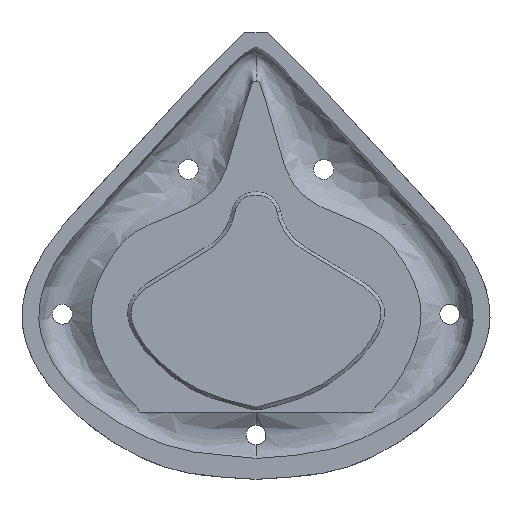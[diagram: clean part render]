
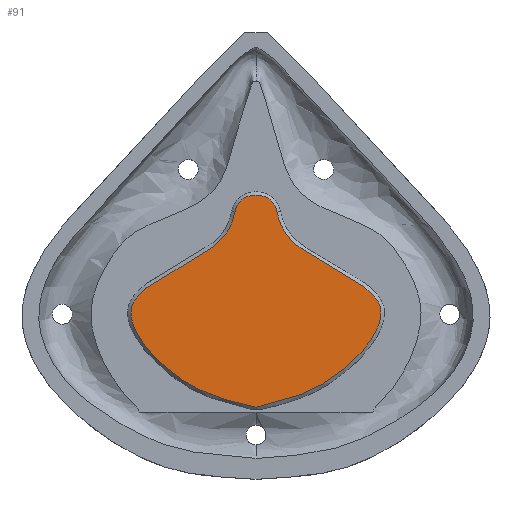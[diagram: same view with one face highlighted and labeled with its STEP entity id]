
A CAD part, top view. The second image highlights one B-rep face of the part: STEP entity #91.
In plain terms, the highlighted planar face has unit normal (0, 0, 1).
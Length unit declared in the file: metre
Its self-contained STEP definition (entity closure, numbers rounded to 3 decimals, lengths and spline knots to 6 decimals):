
#91 = ADVANCED_FACE( '', ( #196 ), #197, .F. );
#196 = FACE_OUTER_BOUND( '', #2008, .T. );
#197 = PLANE( '', #2009 );
#2008 = EDGE_LOOP( '', ( #3942, #3943, #3944, #3945, #3946 ) );
#2009 = AXIS2_PLACEMENT_3D( '', #3947, #3948, #3949 );
#3942 = ORIENTED_EDGE( '', *, *, #4196, .T. );
#3943 = ORIENTED_EDGE( '', *, *, #4230, .T. );
#3944 = ORIENTED_EDGE( '', *, *, #4231, .T. );
#3945 = ORIENTED_EDGE( '', *, *, #4178, .T. );
#3946 = ORIENTED_EDGE( '', *, *, #4232, .T. );
#3947 = CARTESIAN_POINT( '', ( -0.001406, 0.009679, -0.0094 ) );
#3948 = DIRECTION( '', ( 0., 0., -1. ) );
#3949 = DIRECTION( '', ( 1., 0., 0. ) );
#4178 = EDGE_CURVE( '', #4295, #4293, #4296, .T. );
#4196 = EDGE_CURVE( '', #4320, #4322, #4324, .F. );
#4230 = EDGE_CURVE( '', #4322, #4371, #4372, .T. );
#4231 = EDGE_CURVE( '', #4371, #4295, #4373, .F. );
#4232 = EDGE_CURVE( '', #4293, #4320, #4374, .T. );
#4293 = VERTEX_POINT( '', #4651 );
#4295 = VERTEX_POINT( '', #4656 );
#4296 = B_SPLINE_CURVE_WITH_KNOTS( '', 2, ( #4657, #4658, #4659, #4660, #4661, #4662, #4663, #4664, #4665, #4666, #4667, #4668, #4669, #4670, #4671, #4672, #4673, #4674, #4675, #4676, #4677, #4678, #4679, #4680, #4681, #4682, #4683, #4684, #4685, #4686, #4687, #4688, #4689, #4690, #4691 ), .UNSPECIFIED., .F., .F., ( 3, 2, 2, 2, 2, 2, 2, 2, 2, 2, 2, 2, 2, 2, 2, 2, 2, 3 ), ( 0., 0.0625, 0.125, 0.1875, 0.25, 0.3125, 0.375, 0.4375, 0.46875, 0.5, 0.5625, 0.625, 0.6875, 0.75, 0.8125, 0.875, 0.9375, 1. ), .UNSPECIFIED. );
#4320 = VERTEX_POINT( '', #4922 );
#4322 = VERTEX_POINT( '', #4927 );
#4324 = CIRCLE( '', #4930, 0.006 );
#4371 = VERTEX_POINT( '', #5710 );
#4372 = LINE( '', #5711, #5712 );
#4373 = CIRCLE( '', #5713, 0.006 );
#4374 = B_SPLINE_CURVE_WITH_KNOTS( '', 2, ( #5714, #5715, #5716, #5717, #5718, #5719, #5720, #5721, #5722, #5723, #5724, #5725, #5726, #5727, #5728, #5729, #5730, #5731, #5732, #5733, #5734, #5735, #5736, #5737, #5738, #5739, #5740, #5741, #5742, #5743, #5744, #5745, #5746, #5747, #5748 ), .UNSPECIFIED., .F., .F., ( 3, 2, 2, 2, 2, 2, 2, 2, 2, 2, 2, 2, 2, 2, 2, 2, 2, 3 ), ( 0., 0.0625, 0.125, 0.1875, 0.25, 0.3125, 0.375, 0.4375, 0.5, 0.53125, 0.5625, 0.625, 0.6875, 0.75, 0.8125, 0.875, 0.9375, 1. ), .UNSPECIFIED. );
#4651 = CARTESIAN_POINT( '', ( 0., -0.038534, -0.0094 ) );
#4656 = CARTESIAN_POINT( '', ( -0.006289, 0.02021, -0.0094 ) );
#4657 = CARTESIAN_POINT( '', ( -0.006289, 0.02021, -0.0094 ) );
#4658 = CARTESIAN_POINT( '', ( -0.006879, 0.017089, -0.0094 ) );
#4659 = CARTESIAN_POINT( '', ( -0.008325, 0.014626, -0.0094 ) );
#4660 = CARTESIAN_POINT( '', ( -0.009762, 0.012178, -0.0094 ) );
#4661 = CARTESIAN_POINT( '', ( -0.012232, 0.010116, -0.0094 ) );
#4662 = CARTESIAN_POINT( '', ( -0.014104, 0.008552, -0.0094 ) );
#4663 = CARTESIAN_POINT( '', ( -0.017161, 0.006713, -0.0094 ) );
#4664 = CARTESIAN_POINT( '', ( -0.01894, 0.005642, -0.0094 ) );
#4665 = CARTESIAN_POINT( '', ( -0.022364, 0.003759, -0.0094 ) );
#4666 = CARTESIAN_POINT( '', ( -0.026001, 0.001758, -0.0094 ) );
#4667 = CARTESIAN_POINT( '', ( -0.02758, 0.000825, -0.0094 ) );
#4668 = CARTESIAN_POINT( '', ( -0.030607, -0.000963, -0.0094 ) );
#4669 = CARTESIAN_POINT( '', ( -0.032566, -0.002474, -0.0094 ) );
#4670 = CARTESIAN_POINT( '', ( -0.035436, -0.004688, -0.0094 ) );
#4671 = CARTESIAN_POINT( '', ( -0.03663, -0.006789, -0.0094 ) );
#4672 = CARTESIAN_POINT( '', ( -0.037393, -0.008133, -0.0094 ) );
#4673 = CARTESIAN_POINT( '', ( -0.037515, -0.009631, -0.0094 ) );
#4674 = CARTESIAN_POINT( '', ( -0.037628, -0.011022, -0.0094 ) );
#4675 = CARTESIAN_POINT( '', ( -0.037229, -0.012609, -0.0094 ) );
#4676 = CARTESIAN_POINT( '', ( -0.036593, -0.015134, -0.0094 ) );
#4677 = CARTESIAN_POINT( '', ( -0.034726, -0.018007, -0.0094 ) );
#4678 = CARTESIAN_POINT( '', ( -0.033228, -0.020312, -0.0094 ) );
#4679 = CARTESIAN_POINT( '', ( -0.031053, -0.02267, -0.0094 ) );
#4680 = CARTESIAN_POINT( '', ( -0.02911, -0.024777, -0.0094 ) );
#4681 = CARTESIAN_POINT( '', ( -0.026758, -0.026774, -0.0094 ) );
#4682 = CARTESIAN_POINT( '', ( -0.024463, -0.028723, -0.0094 ) );
#4683 = CARTESIAN_POINT( '', ( -0.022051, -0.030323, -0.0094 ) );
#4684 = CARTESIAN_POINT( '', ( -0.019557, -0.031978, -0.0094 ) );
#4685 = CARTESIAN_POINT( '', ( -0.016904, -0.033267, -0.0094 ) );
#4686 = CARTESIAN_POINT( '', ( -0.014317, -0.034525, -0.0094 ) );
#4687 = CARTESIAN_POINT( '', ( -0.011408, -0.035517, -0.0094 ) );
#4688 = CARTESIAN_POINT( '', ( -0.008924, -0.036365, -0.0094 ) );
#4689 = CARTESIAN_POINT( '', ( -0.005744, -0.037168, -0.0094 ) );
#4690 = CARTESIAN_POINT( '', ( -0.004192, -0.037561, -0.0094 ) );
#4691 = CARTESIAN_POINT( '', ( 0., -0.038534, -0.0094 ) );
#4922 = CARTESIAN_POINT( '', ( 0.006289, 0.02021, -0.0094 ) );
#4927 = CARTESIAN_POINT( '', ( 0.000395, 0.025088, -0.0094 ) );
#4930 = AXIS2_PLACEMENT_3D( '', #6042, #6043, #6044 );
#5710 = CARTESIAN_POINT( '', ( -0.000395, 0.025088, -0.0094 ) );
#5711 = CARTESIAN_POINT( '', ( -0.000395, 0.025088, -0.0094 ) );
#5712 = VECTOR( '', #6057, 1. );
#5713 = AXIS2_PLACEMENT_3D( '', #6058, #6059, #6060 );
#5714 = CARTESIAN_POINT( '', ( 0., -0.038534, -0.0094 ) );
#5715 = CARTESIAN_POINT( '', ( 0.004191, -0.037561, -0.0094 ) );
#5716 = CARTESIAN_POINT( '', ( 0.005744, -0.037168, -0.0094 ) );
#5717 = CARTESIAN_POINT( '', ( 0.008922, -0.036365, -0.0094 ) );
#5718 = CARTESIAN_POINT( '', ( 0.011408, -0.035517, -0.0094 ) );
#5719 = CARTESIAN_POINT( '', ( 0.014316, -0.034525, -0.0094 ) );
#5720 = CARTESIAN_POINT( '', ( 0.016904, -0.033267, -0.0094 ) );
#5721 = CARTESIAN_POINT( '', ( 0.019556, -0.031978, -0.0094 ) );
#5722 = CARTESIAN_POINT( '', ( 0.022051, -0.030323, -0.0094 ) );
#5723 = CARTESIAN_POINT( '', ( 0.024462, -0.028724, -0.0094 ) );
#5724 = CARTESIAN_POINT( '', ( 0.026758, -0.026774, -0.0094 ) );
#5725 = CARTESIAN_POINT( '', ( 0.029108, -0.024778, -0.0094 ) );
#5726 = CARTESIAN_POINT( '', ( 0.031053, -0.02267, -0.0094 ) );
#5727 = CARTESIAN_POINT( '', ( 0.033227, -0.020314, -0.0094 ) );
#5728 = CARTESIAN_POINT( '', ( 0.034726, -0.018007, -0.0094 ) );
#5729 = CARTESIAN_POINT( '', ( 0.036593, -0.015136, -0.0094 ) );
#5730 = CARTESIAN_POINT( '', ( 0.037229, -0.012609, -0.0094 ) );
#5731 = CARTESIAN_POINT( '', ( 0.037628, -0.011023, -0.0094 ) );
#5732 = CARTESIAN_POINT( '', ( 0.037515, -0.009631, -0.0094 ) );
#5733 = CARTESIAN_POINT( '', ( 0.037394, -0.008134, -0.0094 ) );
#5734 = CARTESIAN_POINT( '', ( 0.03663, -0.006789, -0.0094 ) );
#5735 = CARTESIAN_POINT( '', ( 0.035437, -0.004689, -0.0094 ) );
#5736 = CARTESIAN_POINT( '', ( 0.032566, -0.002474, -0.0094 ) );
#5737 = CARTESIAN_POINT( '', ( 0.030608, -0.000964, -0.0094 ) );
#5738 = CARTESIAN_POINT( '', ( 0.02758, 0.000825, -0.0094 ) );
#5739 = CARTESIAN_POINT( '', ( 0.026002, 0.001757, -0.0094 ) );
#5740 = CARTESIAN_POINT( '', ( 0.022364, 0.003759, -0.0094 ) );
#5741 = CARTESIAN_POINT( '', ( 0.018941, 0.005642, -0.0094 ) );
#5742 = CARTESIAN_POINT( '', ( 0.017161, 0.006713, -0.0094 ) );
#5743 = CARTESIAN_POINT( '', ( 0.014105, 0.008551, -0.0094 ) );
#5744 = CARTESIAN_POINT( '', ( 0.012232, 0.010116, -0.0094 ) );
#5745 = CARTESIAN_POINT( '', ( 0.009763, 0.012177, -0.0094 ) );
#5746 = CARTESIAN_POINT( '', ( 0.008325, 0.014626, -0.0094 ) );
#5747 = CARTESIAN_POINT( '', ( 0.006879, 0.017088, -0.0094 ) );
#5748 = CARTESIAN_POINT( '', ( 0.006289, 0.02021, -0.0094 ) );
#6042 = CARTESIAN_POINT( '', ( 0.000395, 0.019088, -0.0094 ) );
#6043 = DIRECTION( '', ( 0., 0., -1. ) );
#6044 = DIRECTION( '', ( -1., 0., 0. ) );
#6057 = DIRECTION( '', ( -1., 0., 0. ) );
#6058 = CARTESIAN_POINT( '', ( -0.000395, 0.019088, -0.0094 ) );
#6059 = DIRECTION( '', ( 0., 0., -1. ) );
#6060 = DIRECTION( '', ( -1., 0., 0. ) );
